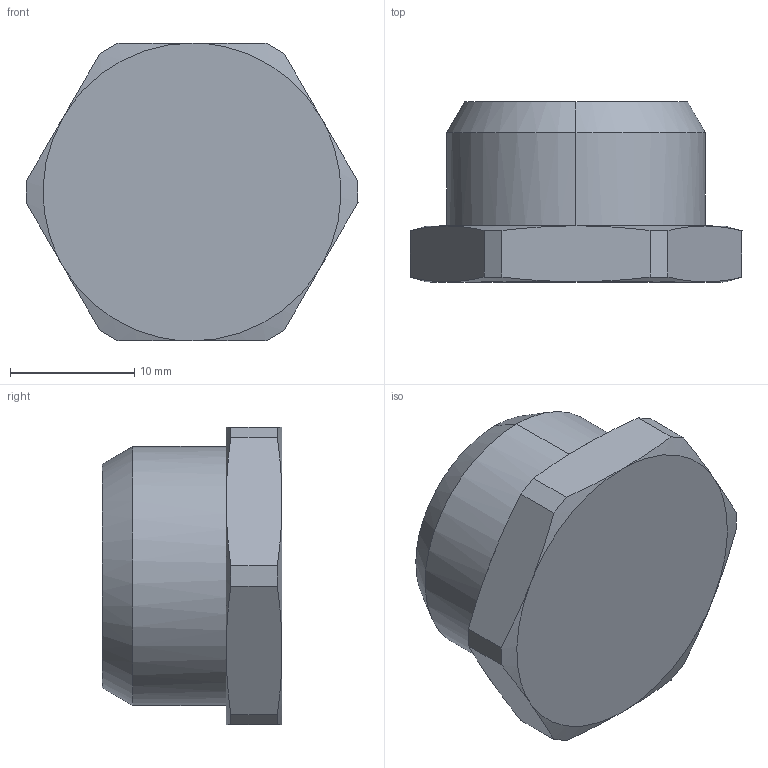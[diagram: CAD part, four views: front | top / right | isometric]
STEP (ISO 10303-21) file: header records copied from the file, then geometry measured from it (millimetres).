
FILE_DESCRIPTION (( 'STEP AP214' ), '1' );
FILE_NAME ('DRF.STOP04_MZ.STEP', '2018-09-05T07:24:38', ( '' ), ( '' ), 'SwSTEP 2.0', 'SolidWorks 2018', '' );
FILE_SCHEMA (( 'AUTOMOTIVE_DESIGN' ));
Length unit declared in the file: millimetre
Products named in the file (1): DRF.STOP04_MZ
Bounding box: 26.75 x 14.5 x 24 mm (x, y, z)
Volume: 3639.7 mm3; surface area: 2382.3 mm2
Topology: 1 solids, 1 shells, 37 faces, 84 edges, 49 vertices
Faces by surface type: bspline 37
Entity records: 1542 total; most frequent: CARTESIAN_POINT 1020, ORIENTED_EDGE 164, EDGE_CURVE 82, B_SPLINE_CURVE_WITH_KNOTS 62, VERTEX_POINT 49, EDGE_LOOP 39, ADVANCED_FACE 37, FACE_OUTER_BOUND 37
